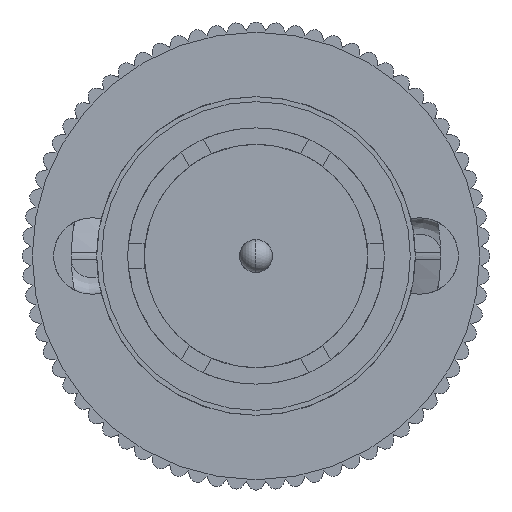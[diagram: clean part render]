
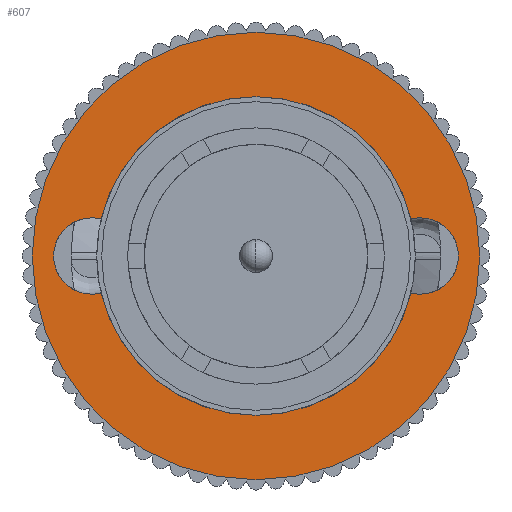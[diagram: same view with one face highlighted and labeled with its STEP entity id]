
A CAD part, front view. The second image highlights one B-rep face of the part: STEP entity #607.
In plain terms, the highlighted face is planar.
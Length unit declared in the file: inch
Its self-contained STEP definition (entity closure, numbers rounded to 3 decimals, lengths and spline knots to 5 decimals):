
#102 = EDGE_CURVE ( 'NONE', #16823, #16635, #17094, .T. ) ;
#550 = ORIENTED_EDGE ( 'NONE', *, *, #102, .F. ) ;
#607 = ADVANCED_FACE ( 'NONE', ( #4214, #4213 ), #4212, .T. ) ;
#617 = EDGE_LOOP ( 'NONE', ( #2075, #2068, #2069, #2059, #2057, #2045, #2038, #2037, #550, #17359 ) ) ;
#2037 = ORIENTED_EDGE ( 'NONE', *, *, #16612, .F. ) ;
#2038 = ORIENTED_EDGE ( 'NONE', *, *, #3319, .F. ) ;
#2045 = ORIENTED_EDGE ( 'NONE', *, *, #16764, .F. ) ;
#2057 = ORIENTED_EDGE ( 'NONE', *, *, #16808, .F. ) ;
#2059 = ORIENTED_EDGE ( 'NONE', *, *, #2061, .F. ) ;
#2061 = EDGE_CURVE ( 'NONE', #16824, #16674, #7095, .T. ) ;
#2066 = EDGE_CURVE ( 'NONE', #16871, #16818, #7154, .T. ) ;
#2068 = ORIENTED_EDGE ( 'NONE', *, *, #16860, .F. ) ;
#2069 = ORIENTED_EDGE ( 'NONE', *, *, #16862, .F. ) ;
#2075 = ORIENTED_EDGE ( 'NONE', *, *, #2066, .F. ) ;
#3319 = EDGE_CURVE ( 'NONE', #16565, #16838, #9574, .T. ) ;
#4208 = DIRECTION ( 'NONE',  ( 1., 0., 0. ) ) ;
#4209 = DIRECTION ( 'NONE',  ( 0., 0., 1. ) ) ;
#4210 = CARTESIAN_POINT ( 'NONE',  ( 0.2725, 0., 0. ) ) ;
#4211 = AXIS2_PLACEMENT_3D ( 'NONE', #4210, #4209, #4208 ) ;
#4212 = PLANE ( 'NONE',  #4211 ) ;
#4213 = FACE_OUTER_BOUND ( 'NONE', #10290, .T. ) ;
#4214 = FACE_BOUND ( 'NONE', #617, .T. ) ;
#7095 = CIRCLE ( 'NONE', #7158, 0.0465 ) ;
#7150 = DIRECTION ( 'NONE',  ( 1., 0., 0. ) ) ;
#7151 = DIRECTION ( 'NONE',  ( 0., 0., 1. ) ) ;
#7152 = CARTESIAN_POINT ( 'NONE',  ( 0., 0., 0. ) ) ;
#7153 = AXIS2_PLACEMENT_3D ( 'NONE', #7152, #7151, #7150 ) ;
#7154 = CIRCLE ( 'NONE', #7153, 0.194 ) ;
#7155 = DIRECTION ( 'NONE',  ( -1., 0., 0. ) ) ;
#7156 = DIRECTION ( 'NONE',  ( 0., 0., 1. ) ) ;
#7157 = CARTESIAN_POINT ( 'NONE',  ( 0., 0.2, 0. ) ) ;
#7158 = AXIS2_PLACEMENT_3D ( 'NONE', #7157, #7156, #7155 ) ;
#9570 = DIRECTION ( 'NONE',  ( 1., 0., 0. ) ) ;
#9571 = DIRECTION ( 'NONE',  ( 0., 0., 1. ) ) ;
#9572 = CARTESIAN_POINT ( 'NONE',  ( 0., -0.2, 0. ) ) ;
#9573 = AXIS2_PLACEMENT_3D ( 'NONE', #9572, #9571, #9570 ) ;
#9574 = CIRCLE ( 'NONE', #9573, 0.0465 ) ;
#10285 = ORIENTED_EDGE ( 'NONE', *, *, #15911, .T. ) ;
#10290 = EDGE_LOOP ( 'NONE', ( #10285, #16210 ) ) ;
#12452 = CARTESIAN_POINT ( 'NONE',  ( 0., 0., 0. ) ) ;
#12453 = CARTESIAN_POINT ( 'NONE',  ( 0.2725, 0., 0. ) ) ;
#12510 = CARTESIAN_POINT ( 'NONE',  ( -0.2725, 0., 0. ) ) ;
#12511 = DIRECTION ( 'NONE',  ( 1., 0., 0. ) ) ;
#12513 = DIRECTION ( 'NONE',  ( 0., 0., 1. ) ) ;
#12514 = AXIS2_PLACEMENT_3D ( 'NONE', #12452, #12513, #12511 ) ;
#12515 = CIRCLE ( 'NONE', #12514, 0.2725 ) ;
#13107 = DIRECTION ( 'NONE',  ( 1., 0., 0. ) ) ;
#13108 = DIRECTION ( 'NONE',  ( 0., 0., 1. ) ) ;
#13109 = CARTESIAN_POINT ( 'NONE',  ( 0., 0., 0. ) ) ;
#13110 = AXIS2_PLACEMENT_3D ( 'NONE', #13109, #13108, #13107 ) ;
#13111 = CIRCLE ( 'NONE', #13110, 0.2725 ) ;
#13501 = CARTESIAN_POINT ( 'NONE',  ( 0.0465, -0.2, 0. ) ) ;
#13603 = CARTESIAN_POINT ( 'NONE',  ( 0., -0.2, 0. ) ) ;
#13604 = AXIS2_PLACEMENT_3D ( 'NONE', #13603, #13668, #13667 ) ;
#13605 = CIRCLE ( 'NONE', #13604, 0.0465 ) ;
#13667 = DIRECTION ( 'NONE',  ( 1., 0., 0. ) ) ;
#13668 = DIRECTION ( 'NONE',  ( 0., 0., 1. ) ) ;
#13696 = CARTESIAN_POINT ( 'NONE',  ( -0.0465, -0.2, 0. ) ) ;
#13751 = CARTESIAN_POINT ( 'NONE',  ( 0.0465, 0.2, 0. ) ) ;
#13955 = CARTESIAN_POINT ( 'NONE',  ( 0.194, 0., 0. ) ) ;
#13956 = DIRECTION ( 'NONE',  ( 1., 0., 0. ) ) ;
#13957 = DIRECTION ( 'NONE',  ( 0., 0., 1. ) ) ;
#13958 = CARTESIAN_POINT ( 'NONE',  ( 0., 0., 0. ) ) ;
#13959 = AXIS2_PLACEMENT_3D ( 'NONE', #13958, #13957, #13956 ) ;
#13960 = CIRCLE ( 'NONE', #13959, 0.194 ) ;
#14040 = CIRCLE ( 'NONE', #14096, 0.194 ) ;
#14045 = CARTESIAN_POINT ( 'NONE',  ( -0.0465, 0.2, 0. ) ) ;
#14088 = DIRECTION ( 'NONE',  ( 1., 0., 0. ) ) ;
#14089 = DIRECTION ( 'NONE',  ( 0., 0., 1. ) ) ;
#14090 = CARTESIAN_POINT ( 'NONE',  ( 0., 0., 0. ) ) ;
#14091 = AXIS2_PLACEMENT_3D ( 'NONE', #14090, #14089, #14088 ) ;
#14092 = CIRCLE ( 'NONE', #14091, 0.194 ) ;
#14093 = DIRECTION ( 'NONE',  ( 1., 0., 0. ) ) ;
#14094 = DIRECTION ( 'NONE',  ( 0., 0., 1. ) ) ;
#14095 = CARTESIAN_POINT ( 'NONE',  ( 0., 0., 0. ) ) ;
#14096 = AXIS2_PLACEMENT_3D ( 'NONE', #14095, #14094, #14093 ) ;
#14117 = CARTESIAN_POINT ( 'NONE',  ( 0.0451, 0.18868, 0. ) ) ;
#14118 = CARTESIAN_POINT ( 'NONE',  ( -0.0451, -0.18868, 0. ) ) ;
#14122 = CARTESIAN_POINT ( 'NONE',  ( -0.194, 0., 0. ) ) ;
#14137 = CARTESIAN_POINT ( 'NONE',  ( 0.0451, -0.18868, 0. ) ) ;
#14150 = CIRCLE ( 'NONE', #14211, 0.0465 ) ;
#14179 = CARTESIAN_POINT ( 'NONE',  ( -0.0451, 0.18868, 0. ) ) ;
#14201 = DIRECTION ( 'NONE',  ( -1., 0., 0. ) ) ;
#14202 = DIRECTION ( 'NONE',  ( 0., 0., 1. ) ) ;
#14203 = CARTESIAN_POINT ( 'NONE',  ( 0., 0.2, 0. ) ) ;
#14204 = AXIS2_PLACEMENT_3D ( 'NONE', #14203, #14202, #14201 ) ;
#14205 = CIRCLE ( 'NONE', #14204, 0.0465 ) ;
#14208 = DIRECTION ( 'NONE',  ( -1., 0., 0. ) ) ;
#14209 = DIRECTION ( 'NONE',  ( 0., 0., 1. ) ) ;
#14210 = CARTESIAN_POINT ( 'NONE',  ( 0., 0.2, 0. ) ) ;
#14211 = AXIS2_PLACEMENT_3D ( 'NONE', #14210, #14209, #14208 ) ;
#15907 = VERTEX_POINT ( 'NONE', #12453 ) ;
#15911 = EDGE_CURVE ( 'NONE', #15907, #15916, #12515, .T. ) ;
#15916 = VERTEX_POINT ( 'NONE', #12510 ) ;
#16210 = ORIENTED_EDGE ( 'NONE', *, *, #16233, .T. ) ;
#16233 = EDGE_CURVE ( 'NONE', #15916, #15907, #13111, .T. ) ;
#16565 = VERTEX_POINT ( 'NONE', #13501 ) ;
#16612 = EDGE_CURVE ( 'NONE', #16635, #16565, #13605, .T. ) ;
#16635 = VERTEX_POINT ( 'NONE', #13696 ) ;
#16674 = VERTEX_POINT ( 'NONE', #13751 ) ;
#16764 = EDGE_CURVE ( 'NONE', #16838, #16765, #13960, .T. ) ;
#16765 = VERTEX_POINT ( 'NONE', #13955 ) ;
#16805 = VERTEX_POINT ( 'NONE', #14045 ) ;
#16808 = EDGE_CURVE ( 'NONE', #16765, #16824, #14040, .T. ) ;
#16810 = EDGE_CURVE ( 'NONE', #16818, #16823, #14092, .T. ) ;
#16818 = VERTEX_POINT ( 'NONE', #14122 ) ;
#16823 = VERTEX_POINT ( 'NONE', #14118 ) ;
#16824 = VERTEX_POINT ( 'NONE', #14117 ) ;
#16838 = VERTEX_POINT ( 'NONE', #14137 ) ;
#16860 = EDGE_CURVE ( 'NONE', #16805, #16871, #14150, .T. ) ;
#16862 = EDGE_CURVE ( 'NONE', #16674, #16805, #14205, .T. ) ;
#16871 = VERTEX_POINT ( 'NONE', #14179 ) ;
#17090 = DIRECTION ( 'NONE',  ( 1., 0., 0. ) ) ;
#17091 = DIRECTION ( 'NONE',  ( 0., 0., 1. ) ) ;
#17092 = CARTESIAN_POINT ( 'NONE',  ( 0., -0.2, 0. ) ) ;
#17093 = AXIS2_PLACEMENT_3D ( 'NONE', #17092, #17091, #17090 ) ;
#17094 = CIRCLE ( 'NONE', #17093, 0.0465 ) ;
#17359 = ORIENTED_EDGE ( 'NONE', *, *, #16810, .F. ) ;
